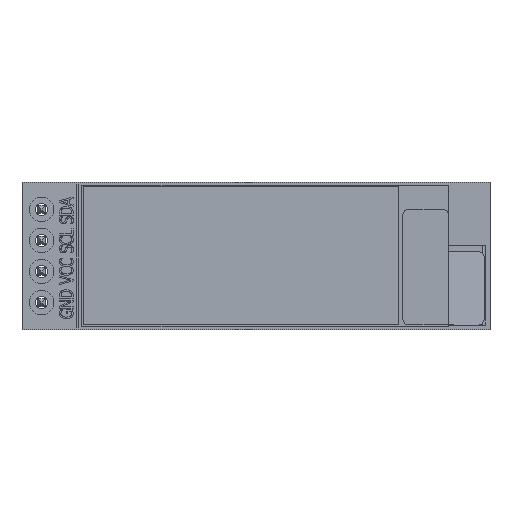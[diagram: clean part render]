
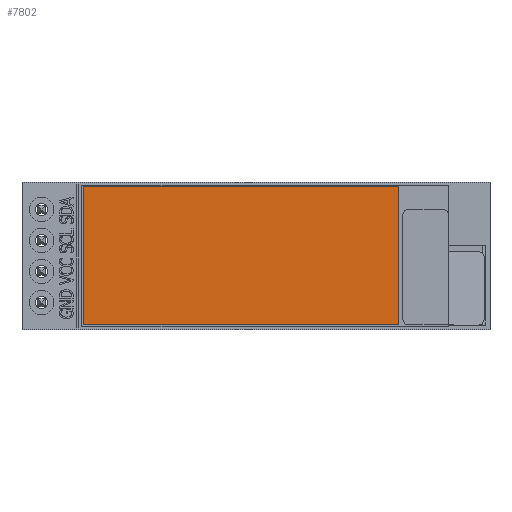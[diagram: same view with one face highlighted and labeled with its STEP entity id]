
A CAD part, top view. The second image highlights one B-rep face of the part: STEP entity #7802.
In plain terms, the highlighted planar face has unit normal (0, 0, 1).
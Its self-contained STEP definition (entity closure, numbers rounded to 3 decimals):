
#584=PLANE('',#8230);
#989=FACE_OUTER_BOUND('',#1451,.T.);
#1451=EDGE_LOOP('',(#6496,#6497,#6498,#6499));
#2062=LINE('',#13007,#2853);
#2065=LINE('',#13013,#2856);
#2068=LINE('',#13019,#2859);
#2071=LINE('',#13023,#2862);
#2853=VECTOR('',#9281,11.3);
#2856=VECTOR('',#9286,25.8);
#2859=VECTOR('',#9291,11.3);
#2862=VECTOR('',#9296,25.8);
#3779=VERTEX_POINT('',#13004);
#3780=VERTEX_POINT('',#13006);
#3782=VERTEX_POINT('',#13012);
#3784=VERTEX_POINT('',#13018);
#4726=EDGE_CURVE('',#3780,#3779,#2062,.T.);
#4729=EDGE_CURVE('',#3782,#3780,#2065,.T.);
#4732=EDGE_CURVE('',#3784,#3782,#2068,.T.);
#4735=EDGE_CURVE('',#3779,#3784,#2071,.T.);
#6496=ORIENTED_EDGE('',*,*,#4735,.T.);
#6497=ORIENTED_EDGE('',*,*,#4732,.T.);
#6498=ORIENTED_EDGE('',*,*,#4729,.T.);
#6499=ORIENTED_EDGE('',*,*,#4726,.T.);
#7802=ADVANCED_FACE('',(#989),#584,.T.);
#8230=AXIS2_PLACEMENT_3D('',#13024,#9297,#9298);
#9281=DIRECTION('',(0.,1.,0.));
#9286=DIRECTION('',(1.,0.,0.));
#9291=DIRECTION('',(0.,-1.,0.));
#9296=DIRECTION('',(-1.,0.,0.));
#9297=DIRECTION('center_axis',(0.,0.,1.));
#9298=DIRECTION('ref_axis',(1.,0.,0.));
#13004=CARTESIAN_POINT('',(11.7,5.65,2.51));
#13006=CARTESIAN_POINT('',(11.7,-5.65,2.51));
#13007=CARTESIAN_POINT('',(11.7,5.65,2.51));
#13012=CARTESIAN_POINT('',(-14.1,-5.65,2.51));
#13013=CARTESIAN_POINT('',(11.7,-5.65,2.51));
#13018=CARTESIAN_POINT('',(-14.1,5.65,2.51));
#13019=CARTESIAN_POINT('',(-14.1,-5.65,2.51));
#13023=CARTESIAN_POINT('',(-14.1,5.65,2.51));
#13024=CARTESIAN_POINT('Origin',(-1.2,0.,2.51));
